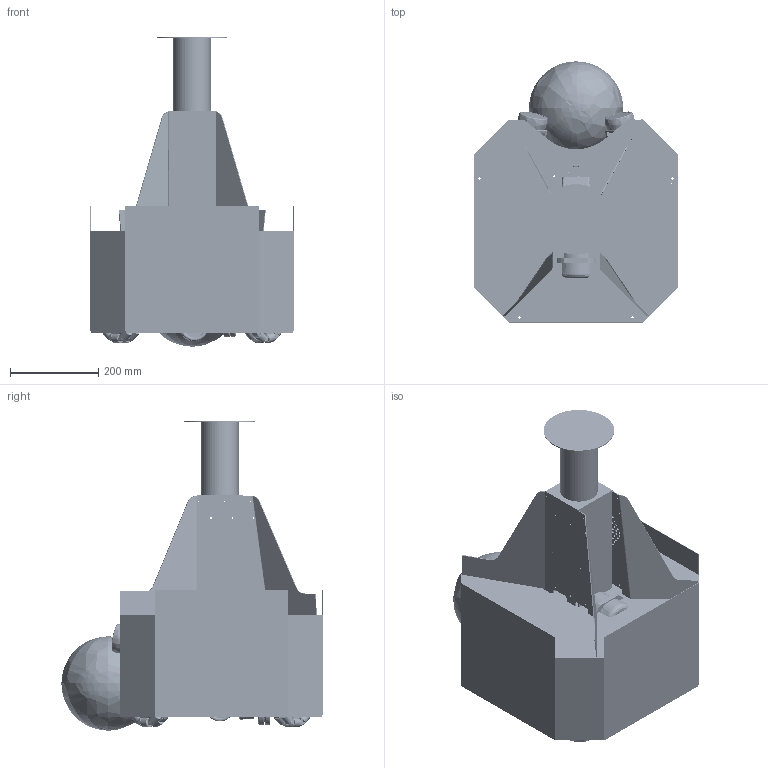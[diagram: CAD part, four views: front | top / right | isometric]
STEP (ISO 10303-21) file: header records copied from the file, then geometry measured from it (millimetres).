
FILE_DESCRIPTION(('FreeCAD Model'),'2;1');
FILE_NAME('Open CASCADE Shape Model','2025-05-02T14:58:14',('FreeCAD'),( 'FreeCAD'),'Open CASCADE STEP processor 7.6','FreeCAD','Unknown');
FILE_SCHEMA(('AUTOMOTIVE_DESIGN { 1 0 10303 214 1 1 1 1 }'));
Products named in the file (1): Open CASCADE STEP translator 7.6 1
Bounding box: 462.63 x 593.57 x 702.26 mm (x, y, z)
Volume: 13556688.2 mm3; surface area: 4140923.7 mm2
Topology: 177 solids, 184 shells, 8376 faces, 21071 edges, 13265 vertices
Faces by surface type: bspline 8376
Entity records: 299331 total; most frequent: CARTESIAN_POINT 178763, ORIENTED_EDGE 41474, EDGE_CURVE 20737, VERTEX_POINT 13265, B_SPLINE_CURVE_WITH_KNOTS 11781, FACE_BOUND 10532, EDGE_LOOP 10532, ADVANCED_FACE 8376
